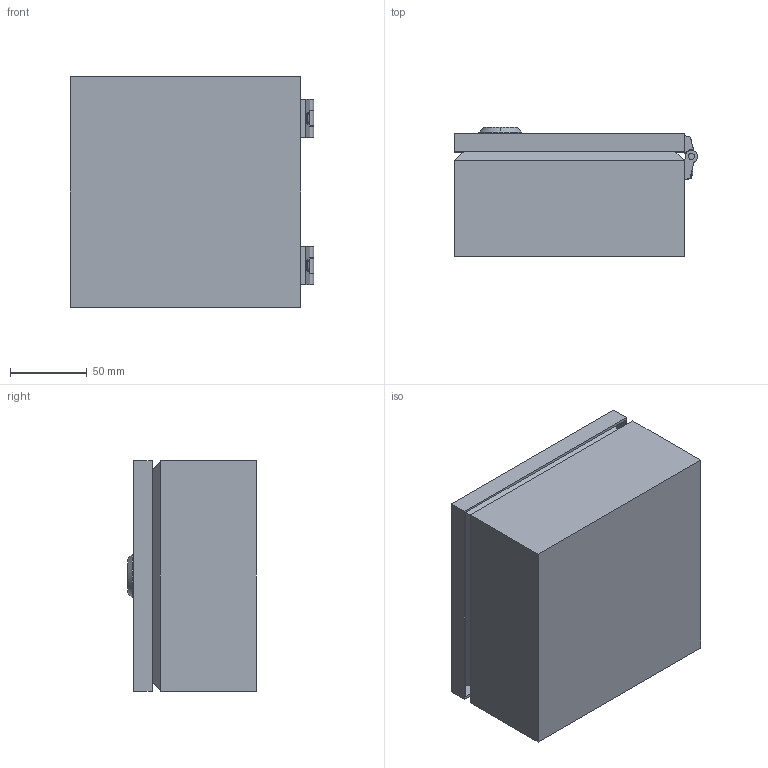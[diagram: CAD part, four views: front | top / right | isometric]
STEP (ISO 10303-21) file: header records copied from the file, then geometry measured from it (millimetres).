
FILE_DESCRIPTION (( 'STEP AP214' ), '1' );
FILE_NAME ('2409-1515-80-07.step', '2023-11-08T13:55:04', ( '' ), ( '' ), 'SwSTEP 2.0', 'SolidWorks 2019', '' );
FILE_SCHEMA (( 'AUTOMOTIVE_DESIGN' ));
Length unit declared in the file: millimetre
Products named in the file (3): Korpus_1515-80; 2409-1515-80-07; Deckel_1515
Assembly tree (2 placements, depth 2):
  2409-1515-80-07
    Deckel_1515
    Korpus_1515-80
Bounding box: 158.5 x 84 x 150 mm (x, y, z)
Volume: 177662.2 mm3; surface area: 218717.8 mm2
Topology: 5 solids, 5 shells, 550 faces, 1357 edges, 880 vertices
Faces by surface type: plane 368, cylinder 162, torus 12, cone 8
Entity records: 21650 total; most frequent: CARTESIAN_POINT 3080, DIRECTION 2717, ORIENTED_EDGE 2714, EDGE_CURVE 1357, LINE 915, VECTOR 915, AXIS2_PLACEMENT_3D 901, VERTEX_POINT 880
